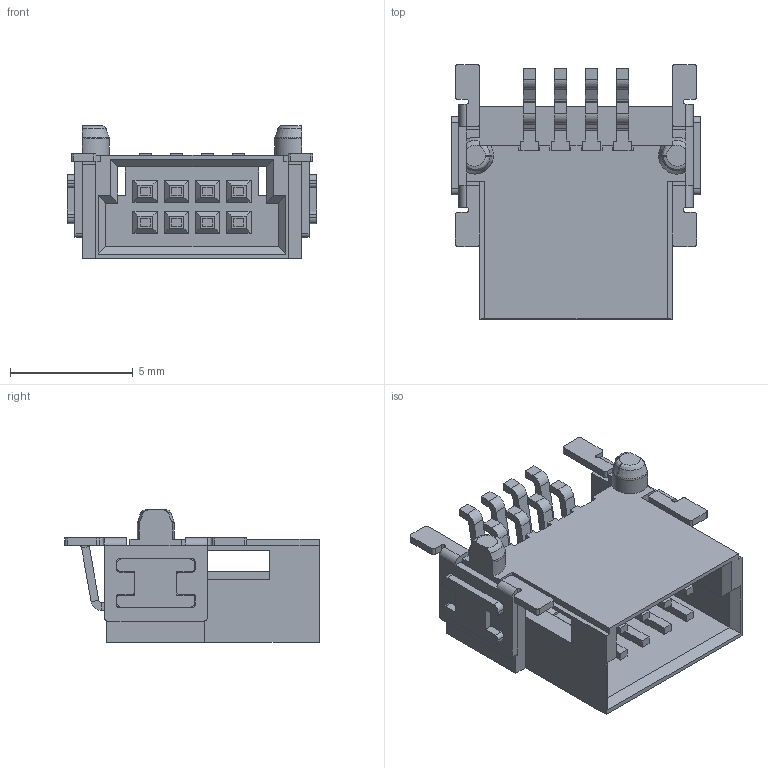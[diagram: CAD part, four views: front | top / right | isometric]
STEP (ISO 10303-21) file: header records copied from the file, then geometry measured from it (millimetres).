
FILE_DESCRIPTION(/* description */ (''),/* implementation_level */ '2;1');
FILE_NAME(/* name */ '100211562ugm000_b.stp',/* time_stamp */ '2013-10-03T15:45:22+02:00',/* author */ (''),/* organization */ (''),/* preprocessor_version */ 'ST-DEVELOPER v15',/* originating_system */ 'SIEMENS PLM Software NX 8.5',/* authorisation */ '');
FILE_SCHEMA (('AUTOMOTIVE_DESIGN { 1 0 10303 214 3 1 1 1 }'));
Length unit declared in the file: millimetre
Products named in the file (1): 100211562ugm000_b
Bounding box: 10.16 x 10.35 x 5.4 mm (x, y, z)
Volume: 159.1 mm3; surface area: 635.3 mm2
Topology: 19 solids, 19 shells, 611 faces, 1542 edges, 972 vertices
Faces by surface type: plane 485, cylinder 78, bspline 42, cone 6
Entity records: 18605 total; most frequent: CARTESIAN_POINT 4090, ORIENTED_EDGE 3084, DIRECTION 2726, EDGE_CURVE 1542, LINE 1274, VECTOR 1274, VERTEX_POINT 972, AXIS2_PLACEMENT_3D 726
